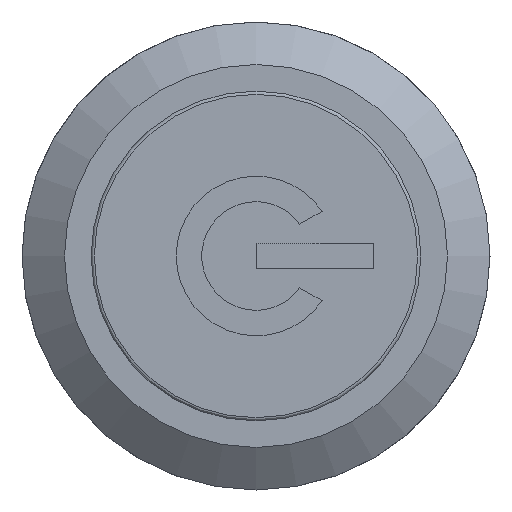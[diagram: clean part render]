
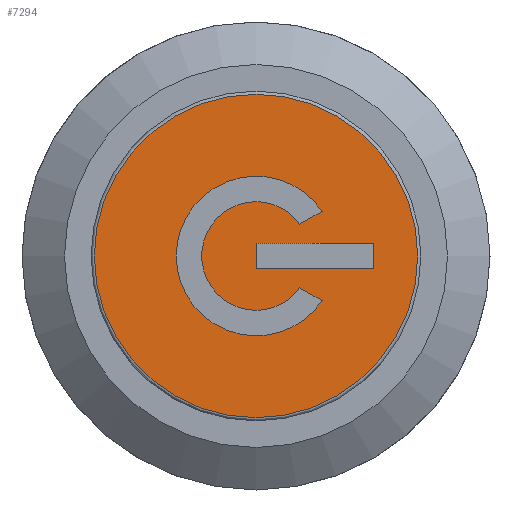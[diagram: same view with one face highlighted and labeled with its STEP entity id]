
A CAD part, front view. The second image highlights one B-rep face of the part: STEP entity #7294.
In plain terms, the highlighted planar face has unit normal (0, -1, 0).
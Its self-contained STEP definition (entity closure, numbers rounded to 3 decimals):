
#226=PLANE('',#7916);
#349=FACE_BOUND('',#2302,.T.);
#350=FACE_BOUND('',#2303,.T.);
#728=LINE('',#11946,#1345);
#732=LINE('',#11958,#1349);
#736=LINE('',#11971,#1353);
#739=LINE('',#11977,#1356);
#742=LINE('',#11983,#1359);
#745=LINE('',#11987,#1362);
#1345=VECTOR('',#9352,10.);
#1349=VECTOR('',#9364,10.);
#1353=VECTOR('',#9378,10.);
#1356=VECTOR('',#9383,10.);
#1359=VECTOR('',#9388,10.);
#1362=VECTOR('',#9393,10.);
#1881=FACE_OUTER_BOUND('',#2301,.T.);
#2301=EDGE_LOOP('',(#5912));
#2302=EDGE_LOOP('',(#5913,#5914,#5915,#5916));
#2303=EDGE_LOOP('',(#5917,#5918,#5919,#5920));
#2843=CIRCLE('',#7900,3.75);
#2845=CIRCLE('',#7904,2.55);
#2849=CIRCLE('',#7915,7.6);
#3451=VERTEX_POINT('',#11943);
#3452=VERTEX_POINT('',#11945);
#3454=VERTEX_POINT('',#11951);
#3456=VERTEX_POINT('',#11957);
#3459=VERTEX_POINT('',#11968);
#3460=VERTEX_POINT('',#11970);
#3462=VERTEX_POINT('',#11976);
#3464=VERTEX_POINT('',#11982);
#3467=VERTEX_POINT('',#11994);
#4345=EDGE_CURVE('',#3452,#3451,#728,.T.);
#4348=EDGE_CURVE('',#3454,#3452,#2843,.T.);
#4351=EDGE_CURVE('',#3456,#3454,#732,.T.);
#4354=EDGE_CURVE('',#3451,#3456,#2845,.T.);
#4357=EDGE_CURVE('',#3460,#3459,#736,.T.);
#4360=EDGE_CURVE('',#3462,#3460,#739,.T.);
#4363=EDGE_CURVE('',#3464,#3462,#742,.T.);
#4366=EDGE_CURVE('',#3459,#3464,#745,.T.);
#4370=EDGE_CURVE('',#3467,#3467,#2849,.T.);
#5912=ORIENTED_EDGE('',*,*,#4370,.F.);
#5913=ORIENTED_EDGE('',*,*,#4345,.T.);
#5914=ORIENTED_EDGE('',*,*,#4354,.T.);
#5915=ORIENTED_EDGE('',*,*,#4351,.T.);
#5916=ORIENTED_EDGE('',*,*,#4348,.T.);
#5917=ORIENTED_EDGE('',*,*,#4357,.T.);
#5918=ORIENTED_EDGE('',*,*,#4366,.T.);
#5919=ORIENTED_EDGE('',*,*,#4363,.T.);
#5920=ORIENTED_EDGE('',*,*,#4360,.T.);
#7294=ADVANCED_FACE('',(#1881,#349,#350),#226,.F.);
#7900=AXIS2_PLACEMENT_3D('',#11952,#9358,#9359);
#7904=AXIS2_PLACEMENT_3D('',#11962,#9370,#9371);
#7915=AXIS2_PLACEMENT_3D('',#11996,#9404,#9405);
#7916=AXIS2_PLACEMENT_3D('',#11997,#9406,#9407);
#9352=DIRECTION('',(-0.866,0.,-0.5));
#9358=DIRECTION('center_axis',(0.,1.,0.));
#9359=DIRECTION('ref_axis',(0.828,0.,0.561));
#9364=DIRECTION('',(0.866,0.,-0.5));
#9370=DIRECTION('center_axis',(0.,-1.,0.));
#9371=DIRECTION('ref_axis',(-0.809,0.,-0.588));
#9378=DIRECTION('',(1.,0.,0.));
#9383=DIRECTION('',(0.,0.,1.));
#9388=DIRECTION('',(-1.,0.,0.));
#9393=DIRECTION('',(0.,0.,-1.));
#9404=DIRECTION('center_axis',(0.,1.,0.));
#9405=DIRECTION('ref_axis',(0.,0.,
1.));
#9406=DIRECTION('center_axis',(0.,1.,0.));
#9407=DIRECTION('ref_axis',(0.,0.,
1.));
#11943=CARTESIAN_POINT('',(2.062,-35.,1.5));
#11945=CARTESIAN_POINT('',(3.105,-35.,2.102));
#11946=CARTESIAN_POINT('',(0.964,-35.,0.866));
#11951=CARTESIAN_POINT('',(3.105,-35.,-2.102));
#11952=CARTESIAN_POINT('Origin',(0.,-35.,0.));
#11957=CARTESIAN_POINT('',(2.062,-35.,-1.5));
#11958=CARTESIAN_POINT('',(1.486,-35.,-1.167));
#11962=CARTESIAN_POINT('Origin',(0.,-35.,0.));
#11968=CARTESIAN_POINT('',(5.5,-35.,0.6));
#11970=CARTESIAN_POINT('',(0.,-35.,0.6));
#11971=CARTESIAN_POINT('',(2.75,-35.,0.6));
#11976=CARTESIAN_POINT('',(0.,-35.,-0.6));
#11977=CARTESIAN_POINT('',(0.,-35.,0.3));
#11982=CARTESIAN_POINT('',(5.5,-35.,-0.6));
#11983=CARTESIAN_POINT('',(0.,-35.,-0.6));
#11987=CARTESIAN_POINT('',(5.5,-35.,-0.3));
#11994=CARTESIAN_POINT('',(0.,-35.,-7.6));
#11996=CARTESIAN_POINT('Origin',(0.,-35.,0.));
#11997=CARTESIAN_POINT('Origin',(0.,-35.,0.));
